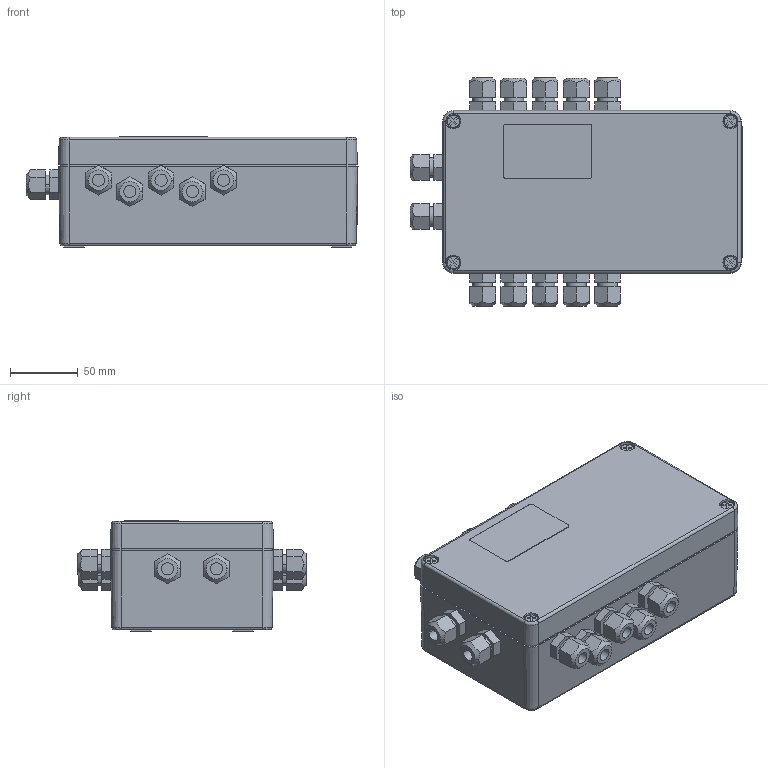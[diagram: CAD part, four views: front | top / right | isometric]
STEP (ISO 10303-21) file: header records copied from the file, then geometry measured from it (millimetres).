
FILE_DESCRIPTION (( 'STEP AP214' ), '1' );
FILE_NAME ('NM2IO_351466.STEP', '2015-02-17T10:48:56', ( 'Admin1' ), ( '' ), 'SwSTEP 2.0', 'SolidWorks 2014', '' );
FILE_SCHEMA (( 'AUTOMOTIVE_DESIGN' ));
Length unit declared in the file: millimetre
Products named in the file (1): NM2IO_351466
Bounding box: 244.46 x 168.03 x 81.5 mm (x, y, z)
Surface area: 155539.2 mm2 (no closed solid volume)
Topology: 0 solids, 32 shells, 429 faces, 1203 edges, 808 vertices
Faces by surface type: plane 289, cylinder 64, cone 60, bspline 16
Entity records: 19208 total; most frequent: CARTESIAN_POINT 3721, DIRECTION 2159, ORIENTED_EDGE 2088, EDGE_CURVE 1203, VERTEX_POINT 808, VECTOR 787, LINE 787, AXIS2_PLACEMENT_3D 686
